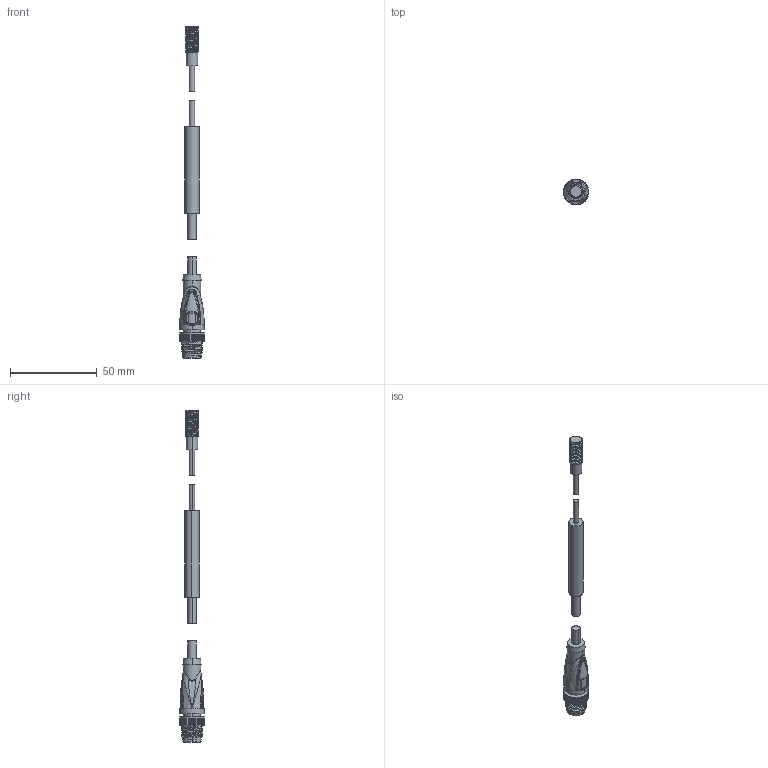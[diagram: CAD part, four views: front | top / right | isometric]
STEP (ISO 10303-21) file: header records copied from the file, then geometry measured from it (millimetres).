
FILE_DESCRIPTION((''),'2;1');
FILE_NAME('DM_CAD-B0E0A_ASM','2016-04-01T',('Creinig-se'),(''),'PRO/ENGINEER BY PARAMETRIC TECHNOLOGY CORPORATION, 2015440','PRO/ENGINEER BY PARAMETRIC TECHNOLOGY CORPORATION, 2015440','');
FILE_SCHEMA(('CONFIG_CONTROL_DESIGN'));
Length unit declared in the file: inch
Products named in the file (5): DM_CAD-B0E0A_5796; DM_CAD-B0E0A_6094; DM_CAD-B0E0A_28229; DM_CAD-B0E0A_913272_ASM; DM_CAD-B0E0A_ASM
Assembly tree (4 placements, depth 3):
  DM_CAD-B0E0A_ASM
    DM_CAD-B0E0A_913272_ASM
      DM_CAD-B0E0A_5796
      DM_CAD-B0E0A_6094
      DM_CAD-B0E0A_28229
Bounding box: 14.79 x 14.8 x 191.2 mm (x, y, z)
Volume: 9345.1 mm3; surface area: 6628.8 mm2
Topology: 3 solids, 3 shells, 503 faces, 1243 edges, 752 vertices
Faces by surface type: plane 210, cylinder 146, bspline 107, cone 20, torus 12, sphere 8
Entity records: 30283 total; most frequent: CARTESIAN_POINT 14585, ORIENTED_EDGE 2462, DIRECTION 2137, PRESENTATION_STYLE_ASSIGNMENT 1296, STYLED_ITEM 1234, CURVE_STYLE 1231, EDGE_CURVE 1231, AXIS2_PLACEMENT_3D 835
